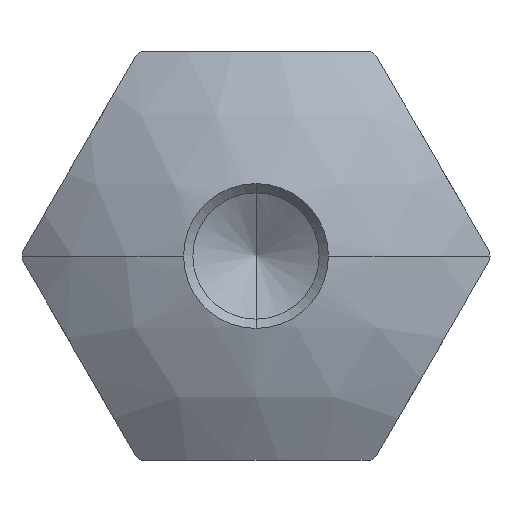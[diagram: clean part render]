
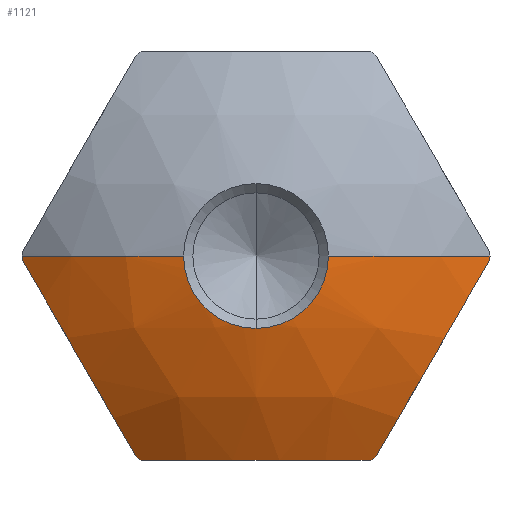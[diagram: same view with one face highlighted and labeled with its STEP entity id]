
A CAD part, front view. The second image highlights one B-rep face of the part: STEP entity #1121.
In plain terms, the highlighted spherical face has radius 20 mm.
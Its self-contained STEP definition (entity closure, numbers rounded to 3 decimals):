
#11 = CARTESIAN_POINT ( 'NONE',  ( 12.599, -11.916, -0.178 ) ) ;
#17 = CARTESIAN_POINT ( 'NONE',  ( 0., -16., 0. ) ) ;
#20 = CIRCLE ( 'NONE', #456, 12.6 ) ;
#30 = DIRECTION ( 'NONE',  ( 0., -1., 0. ) ) ;
#47 = DIRECTION ( 'NONE',  ( 0., 0., -1. ) ) ;
#79 = CIRCLE ( 'NONE', #633, 3.9 ) ;
#92 = CARTESIAN_POINT ( 'NONE',  ( 6.145, -11.916, -11. ) ) ;
#103 = CIRCLE ( 'NONE', #449, 16.703 ) ;
#176 = CARTESIAN_POINT ( 'NONE',  ( -12.599, -11.916, -0.178 ) ) ;
#189 = EDGE_LOOP ( 'NONE', ( #974, #506, #789, #298, #1084, #671, #343, #487, #1047, #386, #759 ) ) ;
#206 = DIRECTION ( 'NONE',  ( 0., 0., -1. ) ) ;
#215 = VERTEX_POINT ( 'NONE', #176 ) ;
#216 = CARTESIAN_POINT ( 'NONE',  ( 0., -11.916, 0. ) ) ;
#239 = DIRECTION ( 'NONE',  ( 0., -1., 0. ) ) ;
#258 = DIRECTION ( 'NONE',  ( 0., 0., -1. ) ) ;
#280 = CARTESIAN_POINT ( 'NONE',  ( 0., 3.616, 0. ) ) ;
#296 = CARTESIAN_POINT ( 'NONE',  ( -3.9, -16., 0. ) ) ;
#297 = DIRECTION ( 'NONE',  ( -0.866, 0., -0.5 ) ) ;
#298 = ORIENTED_EDGE ( 'NONE', *, *, #895, .F. ) ;
#308 = CARTESIAN_POINT ( 'NONE',  ( 0., -11.916, 0. ) ) ;
#330 = AXIS2_PLACEMENT_3D ( 'NONE', #1131, #520, #428 ) ;
#331 = CARTESIAN_POINT ( 'NONE',  ( -9.526, 3.616, -5.5 ) ) ;
#333 = DIRECTION ( 'NONE',  ( 0., 0., -1. ) ) ;
#334 = DIRECTION ( 'NONE',  ( 0., -1., 0. ) ) ;
#339 = SPHERICAL_SURFACE ( 'NONE', #330, 20. ) ;
#340 = DIRECTION ( 'NONE',  ( 0., 0., -1. ) ) ;
#343 = ORIENTED_EDGE ( 'NONE', *, *, #992, .F. ) ;
#345 = DIRECTION ( 'NONE',  ( 0., -1., 0. ) ) ;
#346 = CARTESIAN_POINT ( 'NONE',  ( 0., -16., -3.9 ) ) ;
#349 = DIRECTION ( 'NONE',  ( -0.5, 0., -0.866 ) ) ;
#357 = CARTESIAN_POINT ( 'NONE',  ( 0., -11.916, 0. ) ) ;
#364 = VERTEX_POINT ( 'NONE', #1008 ) ;
#369 = CIRCLE ( 'NONE', #495, 16.703 ) ;
#373 = DIRECTION ( 'NONE',  ( -0.5, 0., 0.866 ) ) ;
#384 = VERTEX_POINT ( 'NONE', #92 ) ;
#386 = ORIENTED_EDGE ( 'NONE', *, *, #1002, .T. ) ;
#387 = CARTESIAN_POINT ( 'NONE',  ( 0., 3.616, -11. ) ) ;
#403 = VERTEX_POINT ( 'NONE', #296 ) ;
#420 = DIRECTION ( 'NONE',  ( 0.866, 0., -0.5 ) ) ;
#428 = DIRECTION ( 'NONE',  ( -1., 0., 0. ) ) ;
#429 = DIRECTION ( 'NONE',  ( 1., 0., 0. ) ) ;
#449 = AXIS2_PLACEMENT_3D ( 'NONE', #563, #420, #349 ) ;
#452 = CARTESIAN_POINT ( 'NONE',  ( -6.145, -11.916, -11. ) ) ;
#456 = AXIS2_PLACEMENT_3D ( 'NONE', #723, #753, #1023 ) ;
#482 = AXIS2_PLACEMENT_3D ( 'NONE', #387, #999, #647 ) ;
#486 = AXIS2_PLACEMENT_3D ( 'NONE', #357, #334, #258 ) ;
#487 = ORIENTED_EDGE ( 'NONE', *, *, #996, .T. ) ;
#495 = AXIS2_PLACEMENT_3D ( 'NONE', #331, #297, #373 ) ;
#496 = DIRECTION ( 'NONE',  ( -1., 0., 0. ) ) ;
#498 = AXIS2_PLACEMENT_3D ( 'NONE', #308, #345, #340 ) ;
#500 = AXIS2_PLACEMENT_3D ( 'NONE', #280, #530, #429 ) ;
#501 = CARTESIAN_POINT ( 'NONE',  ( 6.454, -11.916, -10.822 ) ) ;
#506 = ORIENTED_EDGE ( 'NONE', *, *, #849, .T. ) ;
#512 = CIRCLE ( 'NONE', #617, 12.6 ) ;
#520 = DIRECTION ( 'NONE',  ( 0., 0., -1. ) ) ;
#530 = DIRECTION ( 'NONE',  ( 0., 0., 1. ) ) ;
#563 = CARTESIAN_POINT ( 'NONE',  ( 9.526, 3.616, -5.5 ) ) ;
#590 = AXIS2_PLACEMENT_3D ( 'NONE', #1054, #637, #641 ) ;
#596 = CIRCLE ( 'NONE', #486, 12.6 ) ;
#617 = AXIS2_PLACEMENT_3D ( 'NONE', #216, #239, #206 ) ;
#623 = AXIS2_PLACEMENT_3D ( 'NONE', #1107, #333, #496 ) ;
#629 = CIRCLE ( 'NONE', #500, 20. ) ;
#633 = AXIS2_PLACEMENT_3D ( 'NONE', #17, #30, #47 ) ;
#637 = DIRECTION ( 'NONE',  ( 0., -1., 0. ) ) ;
#641 = DIRECTION ( 'NONE',  ( 0., 0., -1. ) ) ;
#647 = DIRECTION ( 'NONE',  ( -1., 0., 0. ) ) ;
#670 = VERTEX_POINT ( 'NONE', #346 ) ;
#671 = ORIENTED_EDGE ( 'NONE', *, *, #985, .T. ) ;
#699 = VERTEX_POINT ( 'NONE', #452 ) ;
#705 = CIRCLE ( 'NONE', #590, 3.9 ) ;
#723 = CARTESIAN_POINT ( 'NONE',  ( 0., -11.916, 0. ) ) ;
#735 = CARTESIAN_POINT ( 'NONE',  ( 3.9, -16., 0. ) ) ;
#743 = VERTEX_POINT ( 'NONE', #501 ) ;
#753 = DIRECTION ( 'NONE',  ( 0., -1., 0. ) ) ;
#759 = ORIENTED_EDGE ( 'NONE', *, *, #1003, .F. ) ;
#789 = ORIENTED_EDGE ( 'NONE', *, *, #837, .F. ) ;
#837 = EDGE_CURVE ( 'NONE', #670, #921, #79, .T. ) ;
#841 = FACE_OUTER_BOUND ( 'NONE', #189, .T. ) ;
#842 = VERTEX_POINT ( 'NONE', #1123 ) ;
#843 = VERTEX_POINT ( 'NONE', #11 ) ;
#844 = CIRCLE ( 'NONE', #482, 16.703 ) ;
#849 = EDGE_CURVE ( 'NONE', #364, #921, #928, .T. ) ;
#850 = CARTESIAN_POINT ( 'NONE',  ( -12.6, -11.916, 0. ) ) ;
#854 = EDGE_CURVE ( 'NONE', #843, #364, #512, .T. ) ;
#895 = EDGE_CURVE ( 'NONE', #403, #670, #705, .T. ) ;
#899 = VERTEX_POINT ( 'NONE', #850 ) ;
#921 = VERTEX_POINT ( 'NONE', #735 ) ;
#928 = CIRCLE ( 'NONE', #623, 20. ) ;
#974 = ORIENTED_EDGE ( 'NONE', *, *, #854, .T. ) ;
#984 = EDGE_CURVE ( 'NONE', #899, #403, #629, .T. ) ;
#985 = EDGE_CURVE ( 'NONE', #899, #215, #1062, .T. ) ;
#992 = EDGE_CURVE ( 'NONE', #842, #215, #369, .T. ) ;
#996 = EDGE_CURVE ( 'NONE', #842, #699, #596, .T. ) ;
#998 = EDGE_CURVE ( 'NONE', #384, #699, #844, .T. ) ;
#999 = DIRECTION ( 'NONE',  ( 0., 0., -1. ) ) ;
#1002 = EDGE_CURVE ( 'NONE', #384, #743, #20, .T. ) ;
#1003 = EDGE_CURVE ( 'NONE', #843, #743, #103, .T. ) ;
#1008 = CARTESIAN_POINT ( 'NONE',  ( 12.6, -11.916, 0. ) ) ;
#1023 = DIRECTION ( 'NONE',  ( 0., 0., -1. ) ) ;
#1047 = ORIENTED_EDGE ( 'NONE', *, *, #998, .F. ) ;
#1054 = CARTESIAN_POINT ( 'NONE',  ( 0., -16., 0. ) ) ;
#1062 = CIRCLE ( 'NONE', #498, 12.6 ) ;
#1084 = ORIENTED_EDGE ( 'NONE', *, *, #984, .F. ) ;
#1107 = CARTESIAN_POINT ( 'NONE',  ( 0., 3.616, 0. ) ) ;
#1121 = ADVANCED_FACE ( 'NONE', ( #841 ), #339, .T. ) ;
#1123 = CARTESIAN_POINT ( 'NONE',  ( -6.454, -11.916, -10.822 ) ) ;
#1131 = CARTESIAN_POINT ( 'NONE',  ( 0., 3.616, 0. ) ) ;
